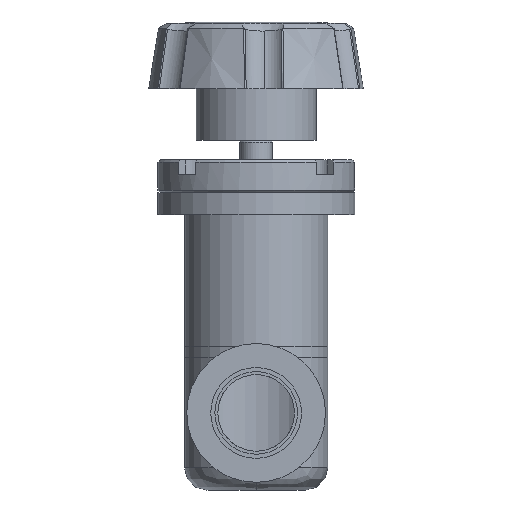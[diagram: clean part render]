
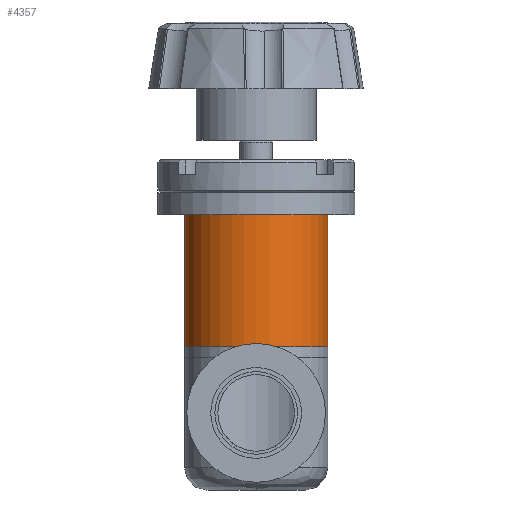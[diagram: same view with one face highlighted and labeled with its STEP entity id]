
A CAD part, front view. The second image highlights one B-rep face of the part: STEP entity #4357.
In plain terms, the highlighted cylindrical face has radius 20.637 mm (diameter 41.275 mm), a partial arc.
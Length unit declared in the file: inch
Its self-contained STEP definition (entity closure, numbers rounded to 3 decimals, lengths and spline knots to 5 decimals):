
#216 = CARTESIAN_POINT ( 'NONE',  ( -0.8125, 0., 0. ) ) ;
#242 = DIRECTION ( 'NONE',  ( 0., 0., -1. ) ) ;
#1707 = ORIENTED_EDGE ( 'NONE', *, *, #8593, .T. ) ;
#1812 = EDGE_CURVE ( 'NONE', #12471, #12742, #9815, .T. ) ;
#2000 = VECTOR ( 'NONE', #4981, 39.37008 ) ;
#2278 = VERTEX_POINT ( 'NONE', #216 ) ;
#2787 = FACE_OUTER_BOUND ( 'NONE', #4844, .T. ) ;
#3536 = CYLINDRICAL_SURFACE ( 'NONE', #9383, 0.8125 ) ;
#3705 = EDGE_CURVE ( 'NONE', #12742, #2278, #5240, .T. ) ;
#4357 = ADVANCED_FACE ( 'NONE', ( #2787 ), #3536, .T. ) ;
#4657 = CARTESIAN_POINT ( 'NONE',  ( 0., 0., 1.54 ) ) ;
#4683 = DIRECTION ( 'NONE',  ( 0., 0., -1. ) ) ;
#4684 = DIRECTION ( 'NONE',  ( -1., 0., 0. ) ) ;
#4844 = EDGE_LOOP ( 'NONE', ( #9451, #8471, #8078, #1707 ) ) ;
#4981 = DIRECTION ( 'NONE',  ( 0., 0., -1. ) ) ;
#5030 = CARTESIAN_POINT ( 'NONE',  ( 0.8125, 0., 1.56 ) ) ;
#5240 = LINE ( 'NONE', #9393, #8100 ) ;
#5770 = DIRECTION ( 'NONE',  ( -1., 0., 0. ) ) ;
#5818 = DIRECTION ( 'NONE',  ( 0., 0., 1. ) ) ;
#5849 = CARTESIAN_POINT ( 'NONE',  ( 0., 0., 0. ) ) ;
#6156 = VERTEX_POINT ( 'NONE', #12413 ) ;
#6782 = AXIS2_PLACEMENT_3D ( 'NONE', #5849, #5818, #5770 ) ;
#6887 = CARTESIAN_POINT ( 'NONE',  ( -0.8125, 0., 1.54 ) ) ;
#8078 = ORIENTED_EDGE ( 'NONE', *, *, #3705, .T. ) ;
#8100 = VECTOR ( 'NONE', #242, 39.37008 ) ;
#8370 = CIRCLE ( 'NONE', #6782, 0.8125 ) ;
#8471 = ORIENTED_EDGE ( 'NONE', *, *, #1812, .T. ) ;
#8593 = EDGE_CURVE ( 'NONE', #2278, #6156, #8370, .T. ) ;
#8687 = EDGE_CURVE ( 'NONE', #12471, #6156, #13085, .T. ) ;
#9383 = AXIS2_PLACEMENT_3D ( 'NONE', #11665, #11576, #11768 ) ;
#9393 = CARTESIAN_POINT ( 'NONE',  ( -0.8125, 0., 1.56 ) ) ;
#9451 = ORIENTED_EDGE ( 'NONE', *, *, #8687, .F. ) ;
#9494 = AXIS2_PLACEMENT_3D ( 'NONE', #4657, #4683, #4684 ) ;
#9815 = CIRCLE ( 'NONE', #9494, 0.8125 ) ;
#11400 = CARTESIAN_POINT ( 'NONE',  ( 0.8125, 0., 1.54 ) ) ;
#11576 = DIRECTION ( 'NONE',  ( 0., 0., -1. ) ) ;
#11665 = CARTESIAN_POINT ( 'NONE',  ( 0., 0., 1.56 ) ) ;
#11768 = DIRECTION ( 'NONE',  ( -1., 0., 0. ) ) ;
#12413 = CARTESIAN_POINT ( 'NONE',  ( 0.8125, 0., 0. ) ) ;
#12471 = VERTEX_POINT ( 'NONE', #11400 ) ;
#12742 = VERTEX_POINT ( 'NONE', #6887 ) ;
#13085 = LINE ( 'NONE', #5030, #2000 ) ;
